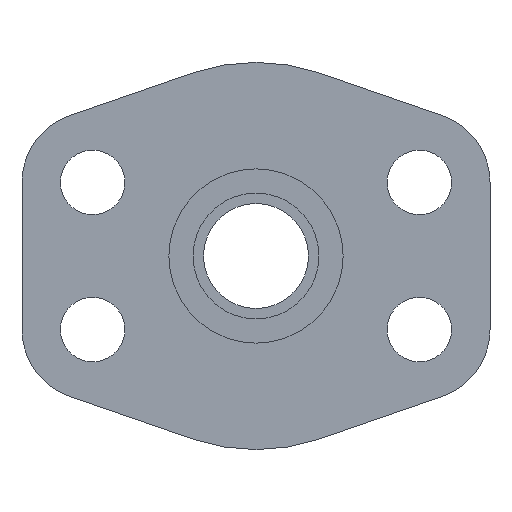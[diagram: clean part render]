
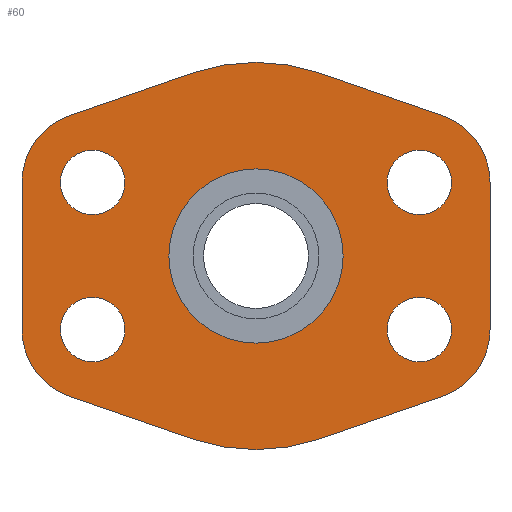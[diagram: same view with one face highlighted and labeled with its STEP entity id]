
A CAD part, front view. The second image highlights one B-rep face of the part: STEP entity #60.
In plain terms, the highlighted planar face has unit normal (0, -1, 0).
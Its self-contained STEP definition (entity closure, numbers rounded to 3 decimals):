
#60=ADVANCED_FACE('',(#119,#120,#121,#122,#123,#124),#125,.F.);
#119=FACE_BOUND('',#218,.T.);
#120=FACE_OUTER_BOUND('',#219,.T.);
#121=FACE_BOUND('',#220,.T.);
#122=FACE_BOUND('',#221,.T.);
#123=FACE_BOUND('',#222,.T.);
#124=FACE_BOUND('',#223,.T.);
#125=PLANE('',#224);
#218=EDGE_LOOP('',(#390,#391));
#219=EDGE_LOOP('',(#392,#393,#394,#395,#396,#397,#398,#399,#400,#401,#402,#403));
#220=EDGE_LOOP('',(#404,#405));
#221=EDGE_LOOP('',(#406,#407));
#222=EDGE_LOOP('',(#408,#409));
#223=EDGE_LOOP('',(#410,#411));
#224=AXIS2_PLACEMENT_3D('',#412,#413,#414);
#390=ORIENTED_EDGE('',*,*,#680,.T.);
#391=ORIENTED_EDGE('',*,*,#673,.T.);
#392=ORIENTED_EDGE('',*,*,#682,.F.);
#393=ORIENTED_EDGE('',*,*,#683,.F.);
#394=ORIENTED_EDGE('',*,*,#684,.F.);
#395=ORIENTED_EDGE('',*,*,#685,.T.);
#396=ORIENTED_EDGE('',*,*,#686,.F.);
#397=ORIENTED_EDGE('',*,*,#687,.F.);
#398=ORIENTED_EDGE('',*,*,#688,.F.);
#399=ORIENTED_EDGE('',*,*,#689,.F.);
#400=ORIENTED_EDGE('',*,*,#690,.F.);
#401=ORIENTED_EDGE('',*,*,#691,.T.);
#402=ORIENTED_EDGE('',*,*,#692,.F.);
#403=ORIENTED_EDGE('',*,*,#693,.F.);
#404=ORIENTED_EDGE('',*,*,#694,.T.);
#405=ORIENTED_EDGE('',*,*,#649,.T.);
#406=ORIENTED_EDGE('',*,*,#695,.T.);
#407=ORIENTED_EDGE('',*,*,#653,.T.);
#408=ORIENTED_EDGE('',*,*,#696,.T.);
#409=ORIENTED_EDGE('',*,*,#657,.T.);
#410=ORIENTED_EDGE('',*,*,#697,.T.);
#411=ORIENTED_EDGE('',*,*,#661,.T.);
#412=CARTESIAN_POINT('',(0.,0.,0.));
#413=DIRECTION('',(-0.0,1.0,0.));
#414=DIRECTION('',(1.0,0.0,0.0));
#649=EDGE_CURVE('',#765,#769,#771,.T.);
#653=EDGE_CURVE('',#773,#777,#779,.T.);
#657=EDGE_CURVE('',#781,#785,#787,.T.);
#661=EDGE_CURVE('',#789,#793,#795,.T.);
#673=EDGE_CURVE('',#813,#817,#819,.T.);
#680=EDGE_CURVE('',#817,#813,#830,.T.);
#682=EDGE_CURVE('',#832,#833,#834,.T.);
#683=EDGE_CURVE('',#835,#832,#836,.T.);
#684=EDGE_CURVE('',#837,#835,#838,.T.);
#685=EDGE_CURVE('',#837,#839,#840,.T.);
#686=EDGE_CURVE('',#841,#839,#842,.T.);
#687=EDGE_CURVE('',#843,#841,#844,.T.);
#688=EDGE_CURVE('',#845,#843,#846,.T.);
#689=EDGE_CURVE('',#847,#845,#848,.T.);
#690=EDGE_CURVE('',#849,#847,#850,.T.);
#691=EDGE_CURVE('',#849,#851,#852,.T.);
#692=EDGE_CURVE('',#853,#851,#854,.T.);
#693=EDGE_CURVE('',#833,#853,#855,.T.);
#694=EDGE_CURVE('',#769,#765,#856,.T.);
#695=EDGE_CURVE('',#777,#773,#857,.T.);
#696=EDGE_CURVE('',#785,#781,#858,.T.);
#697=EDGE_CURVE('',#793,#789,#859,.T.);
#765=VERTEX_POINT('',#951);
#769=VERTEX_POINT('',#956);
#771=CIRCLE('',#959,4.0);
#773=VERTEX_POINT('',#961);
#777=VERTEX_POINT('',#966);
#779=CIRCLE('',#969,4.0);
#781=VERTEX_POINT('',#971);
#785=VERTEX_POINT('',#976);
#787=CIRCLE('',#979,4.0);
#789=VERTEX_POINT('',#981);
#793=VERTEX_POINT('',#986);
#795=CIRCLE('',#989,4.0);
#813=VERTEX_POINT('',#1059);
#817=VERTEX_POINT('',#1064);
#819=CIRCLE('',#1067,10.8);
#830=CIRCLE('',#1080,10.8);
#832=VERTEX_POINT('',#1082);
#833=VERTEX_POINT('',#1083);
#834=CIRCLE('',#1084,8.755);
#835=VERTEX_POINT('',#1085);
#836=LINE('',#1086,#1087);
#837=VERTEX_POINT('',#1088);
#838=CIRCLE('',#1089,24.0);
#839=VERTEX_POINT('',#1090);
#840=LINE('',#1091,#1092);
#841=VERTEX_POINT('',#1093);
#842=CIRCLE('',#1094,8.755);
#843=VERTEX_POINT('',#1095);
#844=LINE('',#1096,#1097);
#845=VERTEX_POINT('',#1098);
#846=CIRCLE('',#1099,8.755);
#847=VERTEX_POINT('',#1100);
#848=LINE('',#1101,#1102);
#849=VERTEX_POINT('',#1103);
#850=CIRCLE('',#1104,24.0);
#851=VERTEX_POINT('',#1105);
#852=LINE('',#1106,#1107);
#853=VERTEX_POINT('',#1108);
#854=CIRCLE('',#1109,8.755);
#855=LINE('',#1110,#1111);
#856=CIRCLE('',#1112,4.0);
#857=CIRCLE('',#1113,4.0);
#858=CIRCLE('',#1114,4.0);
#859=CIRCLE('',#1115,4.0);
#951=CARTESIAN_POINT('',(-16.245,0.0,-9.12));
#956=CARTESIAN_POINT('',(-24.245,0.,-9.12));
#959=AXIS2_PLACEMENT_3D('',#1271,#1272,#1273);
#961=CARTESIAN_POINT('',(24.245,0.0,-9.12));
#966=CARTESIAN_POINT('',(16.245,0.,-9.12));
#969=AXIS2_PLACEMENT_3D('',#1279,#1280,#1281);
#971=CARTESIAN_POINT('',(-16.245,0.0,9.12));
#976=CARTESIAN_POINT('',(-24.245,0.,9.12));
#979=AXIS2_PLACEMENT_3D('',#1287,#1288,#1289);
#981=CARTESIAN_POINT('',(24.245,0.0,9.12));
#986=CARTESIAN_POINT('',(16.245,0.,9.12));
#989=AXIS2_PLACEMENT_3D('',#1295,#1296,#1297);
#1059=CARTESIAN_POINT('',(-10.8,0.,0.));
#1064=CARTESIAN_POINT('',(10.8,0.,0.));
#1067=AXIS2_PLACEMENT_3D('',#1317,#1318,#1319);
#1080=AXIS2_PLACEMENT_3D('',#1334,#1335,#1336);
#1082=CARTESIAN_POINT('',(-23.111,0.,-17.393));
#1083=CARTESIAN_POINT('',(-29.0,0.,-9.12));
#1084=AXIS2_PLACEMENT_3D('',#1340,#1341,#1342);
#1085=CARTESIAN_POINT('',(-7.857,0.,-22.678));
#1086=CARTESIAN_POINT('',(-7.857,0.,-22.678));
#1087=VECTOR('',#1343,1.0);
#1088=CARTESIAN_POINT('',(7.857,0.,-22.678));
#1089=AXIS2_PLACEMENT_3D('',#1344,#1345,#1346);
#1090=CARTESIAN_POINT('',(23.111,0.,-17.393));
#1091=CARTESIAN_POINT('',(7.857,0.,-22.678));
#1092=VECTOR('',#1347,1.0);
#1093=CARTESIAN_POINT('',(29.0,0.,-9.12));
#1094=AXIS2_PLACEMENT_3D('',#1348,#1349,#1350);
#1095=CARTESIAN_POINT('',(29.0,0.,9.12));
#1096=CARTESIAN_POINT('',(29.0,0.,9.12));
#1097=VECTOR('',#1351,1.0);
#1098=CARTESIAN_POINT('',(23.111,0.,17.393));
#1099=AXIS2_PLACEMENT_3D('',#1352,#1353,#1354);
#1100=CARTESIAN_POINT('',(7.857,0.,22.678));
#1101=CARTESIAN_POINT('',(7.857,0.,22.678));
#1102=VECTOR('',#1355,1.0);
#1103=CARTESIAN_POINT('',(-7.857,0.,22.678));
#1104=AXIS2_PLACEMENT_3D('',#1356,#1357,#1358);
#1105=CARTESIAN_POINT('',(-23.111,0.,17.393));
#1106=CARTESIAN_POINT('',(-7.857,0.,22.678));
#1107=VECTOR('',#1359,1.0);
#1108=CARTESIAN_POINT('',(-29.0,0.,9.12));
#1109=AXIS2_PLACEMENT_3D('',#1360,#1361,#1362);
#1110=CARTESIAN_POINT('',(-29.0,0.,-9.12));
#1111=VECTOR('',#1363,1.0);
#1112=AXIS2_PLACEMENT_3D('',#1364,#1365,#1366);
#1113=AXIS2_PLACEMENT_3D('',#1367,#1368,#1369);
#1114=AXIS2_PLACEMENT_3D('',#1370,#1371,#1372);
#1115=AXIS2_PLACEMENT_3D('',#1373,#1374,#1375);
#1271=CARTESIAN_POINT('',(-20.245,0.0,-9.12));
#1272=DIRECTION('',(-0.0,1.0,0.));
#1273=DIRECTION('',(1.0,0.0,0.0));
#1279=CARTESIAN_POINT('',(20.245,0.0,-9.12));
#1280=DIRECTION('',(-0.0,1.0,0.));
#1281=DIRECTION('',(1.0,0.0,0.0));
#1287=CARTESIAN_POINT('',(-20.245,0.0,9.12));
#1288=DIRECTION('',(-0.0,1.0,0.));
#1289=DIRECTION('',(1.0,0.0,0.0));
#1295=CARTESIAN_POINT('',(20.245,0.0,9.12));
#1296=DIRECTION('',(-0.0,1.0,0.));
#1297=DIRECTION('',(1.0,0.0,0.0));
#1317=CARTESIAN_POINT('',(0.0,0.0,0.0));
#1318=DIRECTION('',(0.0,1.0,0.));
#1319=DIRECTION('',(-1.0,0.0,0.0));
#1334=CARTESIAN_POINT('',(0.0,0.0,0.0));
#1335=DIRECTION('',(0.0,1.0,0.));
#1336=DIRECTION('',(-1.0,0.0,0.0));
#1340=CARTESIAN_POINT('',(-20.245,0.,-9.12));
#1341=DIRECTION('',(-0.0,1.0,0.));
#1342=DIRECTION('',(1.0,0.0,0.0));
#1343=DIRECTION('',(-0.945,0.,0.327));
#1344=CARTESIAN_POINT('',(0.0,0.0,0.0));
#1345=DIRECTION('',(-0.0,1.0,0.));
#1346=DIRECTION('',(1.0,0.0,0.0));
#1347=DIRECTION('',(0.945,0.,0.327));
#1348=CARTESIAN_POINT('',(20.245,0.,-9.12));
#1349=DIRECTION('',(-0.0,1.0,0.));
#1350=DIRECTION('',(1.0,0.0,0.0));
#1351=DIRECTION('',(0.,0.,-1.0));
#1352=CARTESIAN_POINT('',(20.245,0.,9.12));
#1353=DIRECTION('',(-0.0,1.0,0.));
#1354=DIRECTION('',(1.0,0.0,0.0));
#1355=DIRECTION('',(0.945,0.,-0.327));
#1356=CARTESIAN_POINT('',(0.0,0.0,0.0));
#1357=DIRECTION('',(-0.0,1.0,0.));
#1358=DIRECTION('',(1.0,0.0,0.0));
#1359=DIRECTION('',(-0.945,0.,-0.327));
#1360=CARTESIAN_POINT('',(-20.245,0.,9.12));
#1361=DIRECTION('',(-0.0,1.0,0.));
#1362=DIRECTION('',(1.0,0.0,0.0));
#1363=DIRECTION('',(0.,0.,1.0));
#1364=CARTESIAN_POINT('',(-20.245,0.0,-9.12));
#1365=DIRECTION('',(-0.0,1.0,0.));
#1366=DIRECTION('',(1.0,0.0,0.0));
#1367=CARTESIAN_POINT('',(20.245,0.0,-9.12));
#1368=DIRECTION('',(-0.0,1.0,0.));
#1369=DIRECTION('',(1.0,0.0,0.0));
#1370=CARTESIAN_POINT('',(-20.245,0.0,9.12));
#1371=DIRECTION('',(-0.0,1.0,0.));
#1372=DIRECTION('',(1.0,0.0,0.0));
#1373=CARTESIAN_POINT('',(20.245,0.0,9.12));
#1374=DIRECTION('',(-0.0,1.0,0.));
#1375=DIRECTION('',(1.0,0.0,0.0));
